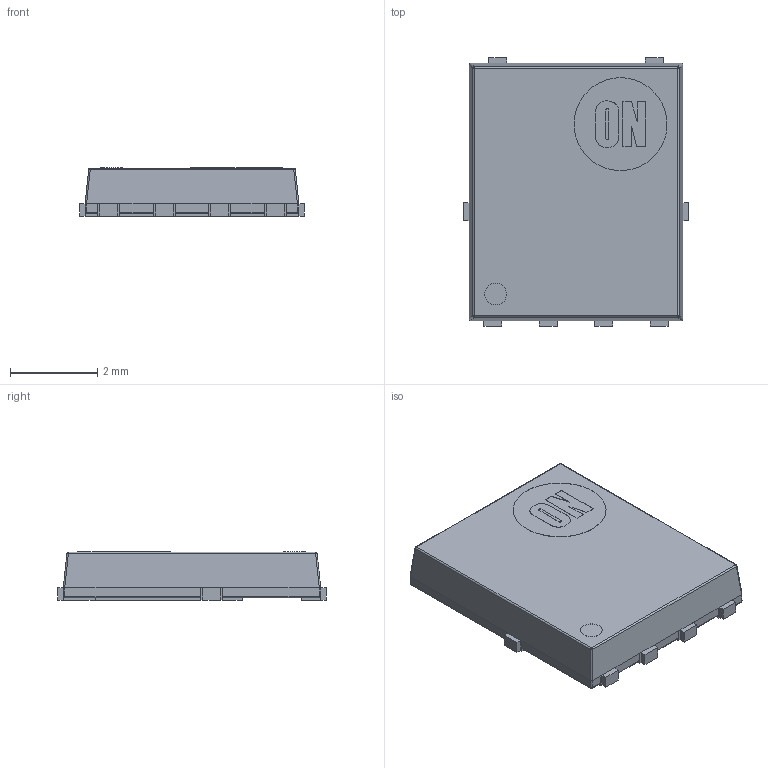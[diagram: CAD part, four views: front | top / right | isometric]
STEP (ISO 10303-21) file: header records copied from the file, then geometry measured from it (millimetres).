
FILE_DESCRIPTION (( 'STEP AP214' ), '1' );
FILE_NAME ('NVMFS3D0P04M8LT1G.STEP', '2024-05-05T17:08:50', ( '' ), ( '' ), 'SwSTEP 2.0', 'SolidWorks 2016', '' );
FILE_SCHEMA (( 'AUTOMOTIVE_DESIGN' ));
Length unit declared in the file: millimetre
Products named in the file (4): part number; body; pads; NVMFS3D0P04M8LT1G
Assembly tree (3 placements, depth 2):
  NVMFS3D0P04M8LT1G
    pads
    body
    part number
Bounding box: 5.15 x 6.15 x 1.1 mm (x, y, z)
Volume: 30.5 mm3; surface area: 129.6 mm2
Topology: 9 solids, 9 shells, 225 faces, 597 edges, 374 vertices
Faces by surface type: plane 148, bspline 51, cylinder 26
Entity records: 9717 total; most frequent: CARTESIAN_POINT 1841, ORIENTED_EDGE 1162, DIRECTION 943, EDGE_CURVE 581, VECTOR 431, LINE 431, VERTEX_POINT 374, AXIS2_PLACEMENT_3D 256
